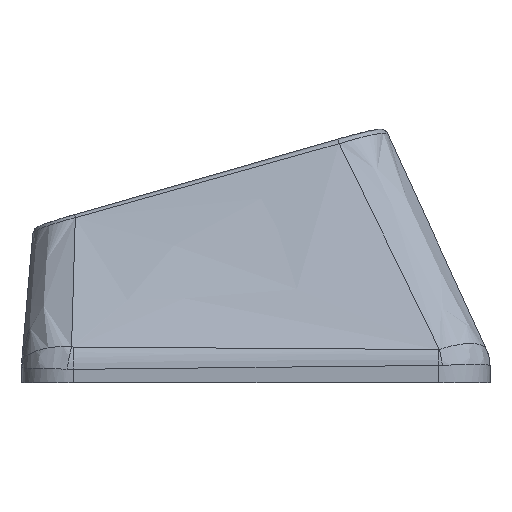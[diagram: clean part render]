
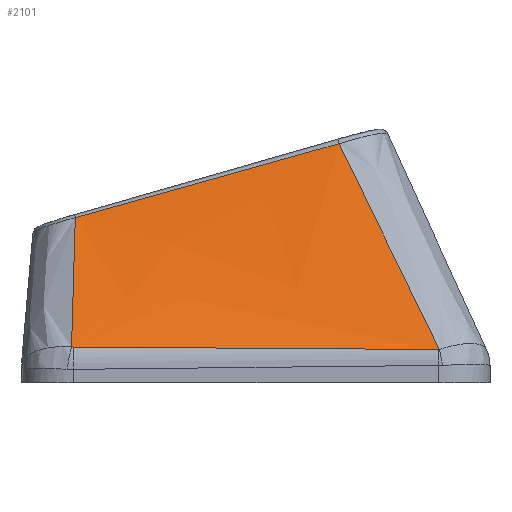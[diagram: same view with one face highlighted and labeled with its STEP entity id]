
A CAD part, left-side view. The second image highlights one B-rep face of the part: STEP entity #2101.
In plain terms, the highlighted free-form (B-spline) face has degree [3, 3] with [4, 4] control points.
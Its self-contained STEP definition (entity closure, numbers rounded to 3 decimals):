
#54=B_SPLINE_SURFACE_WITH_KNOTS('',3,3,((#4790,#4791,#4792,#4793),(#4794,
#4795,#4796,#4797),(#4798,#4799,#4800,#4801),(#4802,#4803,#4804,#4805)),
 .UNSPECIFIED.,.F.,.F.,.F.,(4,4),(4,4),(0.101,0.894),
(0.021,0.966),.UNSPECIFIED.);
#280=FACE_OUTER_BOUND('',#409,.T.);
#409=EDGE_LOOP('',(#1858,#1859,#1860,#1861,#1862,#1863));
#541=B_SPLINE_CURVE_WITH_KNOTS('',3,(#4310,#4311,#4312,#4313),
 .UNSPECIFIED.,.F.,.F.,(4,4),(0.,0.004),.UNSPECIFIED.);
#543=B_SPLINE_CURVE_WITH_KNOTS('',3,(#4337,#4338,#4339,#4340),
 .UNSPECIFIED.,.F.,.F.,(4,4),(0.,1.416),.UNSPECIFIED.);
#545=B_SPLINE_CURVE_WITH_KNOTS('',3,(#4364,#4365,#4366,#4367),
 .UNSPECIFIED.,.F.,.F.,(4,4),(0.,0.006),
 .UNSPECIFIED.);
#567=B_SPLINE_CURVE_WITH_KNOTS('',3,(#4780,#4781,#4782,#4783),
 .UNSPECIFIED.,.F.,.F.,(4,4),(-0.632,-0.017),
 .UNSPECIFIED.);
#569=B_SPLINE_CURVE_WITH_KNOTS('',3,(#4807,#4808,#4809,#4810),
 .UNSPECIFIED.,.F.,.F.,(4,4),(0.021,0.98),
 .UNSPECIFIED.);
#570=B_SPLINE_CURVE_WITH_KNOTS('',3,(#4811,#4812,#4813,#4814),
 .UNSPECIFIED.,.F.,.F.,(4,4),(-1.063,0.),.UNSPECIFIED.);
#979=VERTEX_POINT('',#4269);
#983=VERTEX_POINT('',#4303);
#985=VERTEX_POINT('',#4330);
#987=VERTEX_POINT('',#4357);
#1014=VERTEX_POINT('',#4779);
#1015=VERTEX_POINT('',#4806);
#1265=EDGE_CURVE('',#979,#983,#541,.T.);
#1268=EDGE_CURVE('',#983,#985,#543,.T.);
#1271=EDGE_CURVE('',#985,#987,#545,.T.);
#1312=EDGE_CURVE('',#987,#1014,#567,.T.);
#1314=EDGE_CURVE('',#1015,#979,#569,.T.);
#1315=EDGE_CURVE('',#1014,#1015,#570,.T.);
#1858=ORIENTED_EDGE('',*,*,#1271,.F.);
#1859=ORIENTED_EDGE('',*,*,#1268,.F.);
#1860=ORIENTED_EDGE('',*,*,#1265,.F.);
#1861=ORIENTED_EDGE('',*,*,#1314,.F.);
#1862=ORIENTED_EDGE('',*,*,#1315,.F.);
#1863=ORIENTED_EDGE('',*,*,#1312,.F.);
#2101=ADVANCED_FACE('',(#280),#54,.T.);
#4269=CARTESIAN_POINT('',(-25.615,-7.115,0.297));
#4303=CARTESIAN_POINT('',(-25.616,-7.076,0.294));
#4310=CARTESIAN_POINT('Ctrl Pts',(-25.615,-7.115,0.297));
#4311=CARTESIAN_POINT('Ctrl Pts',(-25.616,-7.102,0.295));
#4312=CARTESIAN_POINT('Ctrl Pts',(-25.616,-7.089,0.294));
#4313=CARTESIAN_POINT('Ctrl Pts',(-25.616,-7.076,0.294));
#4330=CARTESIAN_POINT('',(-25.474,7.094,0.389));
#4337=CARTESIAN_POINT('Ctrl Pts',(-25.616,-7.076,0.294));
#4338=CARTESIAN_POINT('Ctrl Pts',(-25.589,-2.354,0.32));
#4339=CARTESIAN_POINT('Ctrl Pts',(-25.552,2.368,0.352));
#4340=CARTESIAN_POINT('Ctrl Pts',(-25.474,7.094,0.389));
#4357=CARTESIAN_POINT('',(-25.469,7.158,0.395));
#4364=CARTESIAN_POINT('Ctrl Pts',(-25.474,7.094,0.389));
#4365=CARTESIAN_POINT('Ctrl Pts',(-25.474,7.115,0.389));
#4366=CARTESIAN_POINT('Ctrl Pts',(-25.472,7.137,0.391));
#4367=CARTESIAN_POINT('Ctrl Pts',(-25.469,7.158,0.395));
#4779=CARTESIAN_POINT('',(-21.955,7.012,5.409));
#4780=CARTESIAN_POINT('Ctrl Pts',(-25.469,7.158,0.395));
#4781=CARTESIAN_POINT('Ctrl Pts',(-24.29,7.089,2.062));
#4782=CARTESIAN_POINT('Ctrl Pts',(-23.12,7.037,3.734));
#4783=CARTESIAN_POINT('Ctrl Pts',(-21.955,7.012,5.409));
#4790=CARTESIAN_POINT('Ctrl Pts',(-21.942,-3.665,8.404));
#4791=CARTESIAN_POINT('Ctrl Pts',(-23.166,-4.816,5.701));
#4792=CARTESIAN_POINT('Ctrl Pts',(-24.391,-5.966,2.997));
#4793=CARTESIAN_POINT('Ctrl Pts',(-25.616,-7.117,0.294));
#4794=CARTESIAN_POINT('Ctrl Pts',(-21.942,-0.046,
7.395));
#4795=CARTESIAN_POINT('Ctrl Pts',(-23.166,-0.817,
5.017));
#4796=CARTESIAN_POINT('Ctrl Pts',(-24.391,-1.588,2.638));
#4797=CARTESIAN_POINT('Ctrl Pts',(-25.616,-2.359,0.259));
#4798=CARTESIAN_POINT('Ctrl Pts',(-21.942,3.573,6.387));
#4799=CARTESIAN_POINT('Ctrl Pts',(-23.166,3.182,4.332));
#4800=CARTESIAN_POINT('Ctrl Pts',(-24.391,2.79,2.278));
#4801=CARTESIAN_POINT('Ctrl Pts',(-25.616,2.398,0.223));
#4802=CARTESIAN_POINT('Ctrl Pts',(-21.942,7.193,5.378));
#4803=CARTESIAN_POINT('Ctrl Pts',(-23.166,7.181,3.648));
#4804=CARTESIAN_POINT('Ctrl Pts',(-24.391,7.168,1.918));
#4805=CARTESIAN_POINT('Ctrl Pts',(-25.616,7.156,0.188));
#4806=CARTESIAN_POINT('',(-21.942,-3.222,8.281));
#4807=CARTESIAN_POINT('Ctrl Pts',(-21.942,-3.222,8.281));
#4808=CARTESIAN_POINT('Ctrl Pts',(-23.185,-4.533,5.631));
#4809=CARTESIAN_POINT('Ctrl Pts',(-24.404,-5.828,2.967));
#4810=CARTESIAN_POINT('Ctrl Pts',(-25.615,-7.115,0.297));
#4811=CARTESIAN_POINT('Ctrl Pts',(-21.955,7.012,5.409));
#4812=CARTESIAN_POINT('Ctrl Pts',(-21.953,3.599,6.359));
#4813=CARTESIAN_POINT('Ctrl Pts',(-21.947,0.188,7.318));
#4814=CARTESIAN_POINT('Ctrl Pts',(-21.942,-3.222,8.281));
